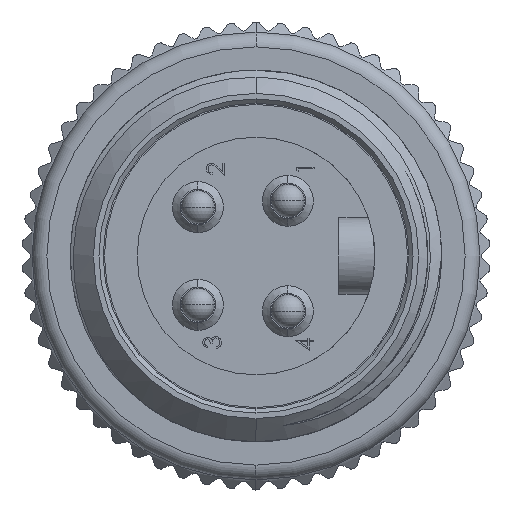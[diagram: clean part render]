
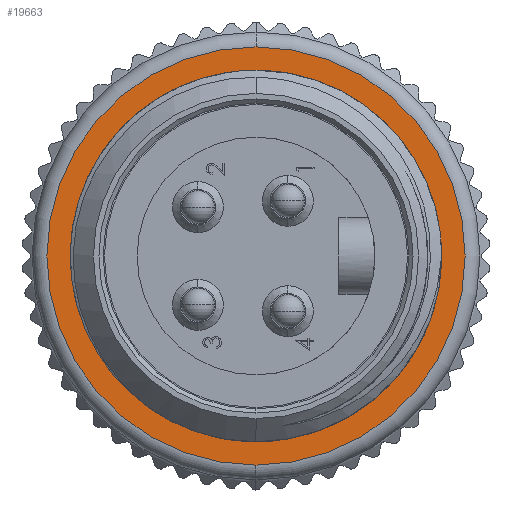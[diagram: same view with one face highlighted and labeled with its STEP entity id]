
A CAD part, left-side view. The second image highlights one B-rep face of the part: STEP entity #19663.
In plain terms, the highlighted planar face has unit normal (-1, 0, 0).
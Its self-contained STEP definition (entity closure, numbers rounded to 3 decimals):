
#124 = VERTEX_POINT ( 'NONE', #20816 ) ;
#201 = DIRECTION ( 'NONE',  ( 0., 0., -1. ) ) ;
#367 = CARTESIAN_POINT ( 'NONE',  ( -2.79, -10.909, 0. ) ) ;
#687 = DIRECTION ( 'NONE',  ( 0., 0., -1. ) ) ;
#2060 = CARTESIAN_POINT ( 'NONE',  ( -2.79, 0., 12.511 ) ) ;
#4042 = DIRECTION ( 'NONE',  ( 0., 0., 1. ) ) ;
#4070 = FACE_OUTER_BOUND ( 'NONE', #30473, .T. ) ;
#4308 = CIRCLE ( 'NONE', #6805, 12.511 ) ;
#4993 = EDGE_CURVE ( 'NONE', #32718, #45628, #15599, .T. ) ;
#6018 = EDGE_CURVE ( 'NONE', #25984, #124, #45817, .T. ) ;
#6805 = AXIS2_PLACEMENT_3D ( 'NONE', #42767, #20891, #46490 ) ;
#6818 = ORIENTED_EDGE ( 'NONE', *, *, #4993, .F. ) ;
#7442 = DIRECTION ( 'NONE',  ( -1., 0., 0. ) ) ;
#8651 = AXIS2_PLACEMENT_3D ( 'NONE', #367, #26098, #4042 ) ;
#11037 = AXIS2_PLACEMENT_3D ( 'NONE', #29490, #7442, #33138 ) ;
#15599 = CIRCLE ( 'NONE', #11037, 10.909 ) ;
#16074 = CARTESIAN_POINT ( 'NONE',  ( -2.79, 0., -10.909 ) ) ;
#18583 = PLANE ( 'NONE',  #8651 ) ;
#19663 = ADVANCED_FACE ( 'NONE', ( #33402, #4070 ), #18583, .F. ) ;
#20816 = CARTESIAN_POINT ( 'NONE',  ( -2.79, 0., -12.511 ) ) ;
#20891 = DIRECTION ( 'NONE',  ( -1., 0., 0. ) ) ;
#22242 = DIRECTION ( 'NONE',  ( -1., 0., 0. ) ) ;
#22738 = DIRECTION ( 'NONE',  ( -1., 0., 0. ) ) ;
#22813 = CARTESIAN_POINT ( 'NONE',  ( -2.79, 0., 10.909 ) ) ;
#24480 = ORIENTED_EDGE ( 'NONE', *, *, #26027, .T. ) ;
#24695 = AXIS2_PLACEMENT_3D ( 'NONE', #44637, #22738, #687 ) ;
#25984 = VERTEX_POINT ( 'NONE', #2060 ) ;
#26027 = EDGE_CURVE ( 'NONE', #124, #25984, #4308, .T. ) ;
#26098 = DIRECTION ( 'NONE',  ( 1., 0., 0. ) ) ;
#26357 = AXIS2_PLACEMENT_3D ( 'NONE', #44134, #22242, #201 ) ;
#29490 = CARTESIAN_POINT ( 'NONE',  ( -2.79, 0., 0. ) ) ;
#30473 = EDGE_LOOP ( 'NONE', ( #24480, #31053 ) ) ;
#31053 = ORIENTED_EDGE ( 'NONE', *, *, #6018, .T. ) ;
#31943 = EDGE_LOOP ( 'NONE', ( #6818, #32499 ) ) ;
#32499 = ORIENTED_EDGE ( 'NONE', *, *, #33950, .F. ) ;
#32718 = VERTEX_POINT ( 'NONE', #16074 ) ;
#33138 = DIRECTION ( 'NONE',  ( 0., 0., -1. ) ) ;
#33402 = FACE_BOUND ( 'NONE', #31943, .T. ) ;
#33950 = EDGE_CURVE ( 'NONE', #45628, #32718, #36360, .T. ) ;
#36360 = CIRCLE ( 'NONE', #26357, 10.909 ) ;
#42767 = CARTESIAN_POINT ( 'NONE',  ( -2.79, 0., 0. ) ) ;
#44134 = CARTESIAN_POINT ( 'NONE',  ( -2.79, 0., 0. ) ) ;
#44637 = CARTESIAN_POINT ( 'NONE',  ( -2.79, 0., 0. ) ) ;
#45628 = VERTEX_POINT ( 'NONE', #22813 ) ;
#45817 = CIRCLE ( 'NONE', #24695, 12.511 ) ;
#46490 = DIRECTION ( 'NONE',  ( 0., 0., -1. ) ) ;
